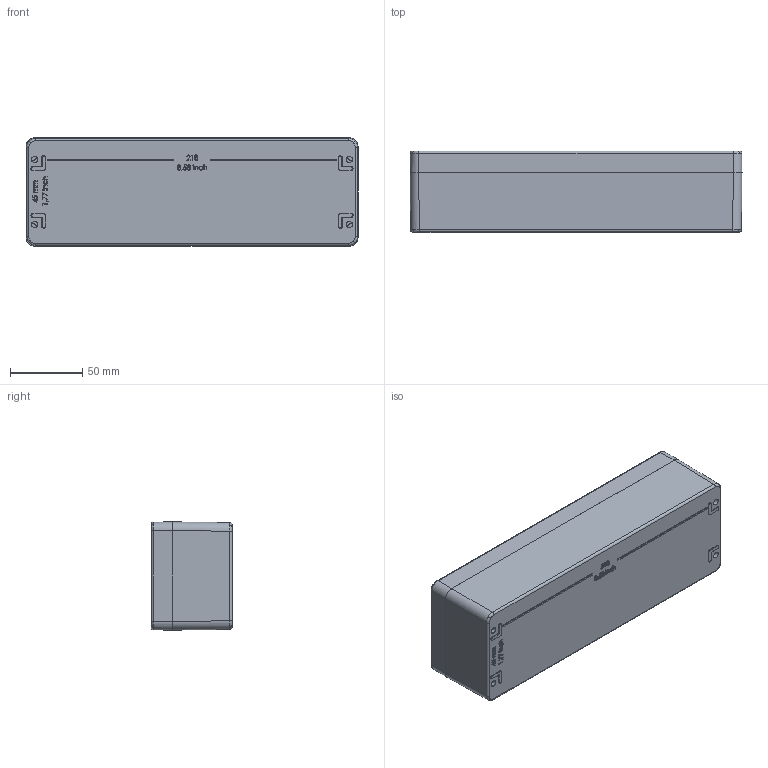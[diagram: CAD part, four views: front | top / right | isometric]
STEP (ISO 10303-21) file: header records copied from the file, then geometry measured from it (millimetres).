
FILE_DESCRIPTION (( 'STEP AP214' ), '1' );
FILE_NAME ('26082306.STEP', '2017-06-08T12:33:20', ( 'Macha' ), ( 'Hewlett-Packard Company' ), 'SwSTEP 2.0', 'SolidWorks 2015', '' );
FILE_SCHEMA (( 'AUTOMOTIVE_DESIGN' ));
Length unit declared in the file: millimetre
Products named in the file (9): 26082306; 92684; 82014_580; 93133; 23235-Deckel; 23235-Unterteil; 86221; 86223
Assembly tree (23 placements, depth 3):
  26082306
    23235-Unterteil
      23235-Unterteil
      86223  x6
      86221  x6
    23235-Deckel
    93133  x6
    82014_580
    92684
Bounding box: 230 x 56.5 x 75 mm (x, y, z)
Volume: 327973.3 mm3; surface area: 147431.2 mm2
Topology: 22 solids, 22 shells, 2051 faces, 5068 edges, 3141 vertices
Faces by surface type: plane 707, bspline 578, cylinder 376, cone 236, torus 150, sphere 4
Entity records: 67839 total; most frequent: CARTESIAN_POINT 34139, ORIENTED_EDGE 7816, DIRECTION 5647, EDGE_CURVE 3908, VERTEX_POINT 2441, AXIS2_PLACEMENT_3D 1949, VECTOR 1749, LINE 1749
